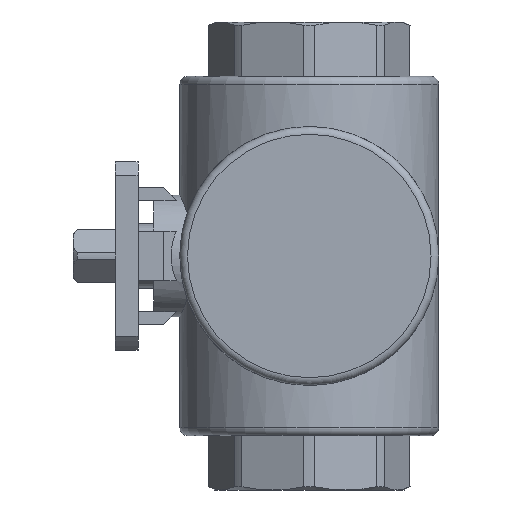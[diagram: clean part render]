
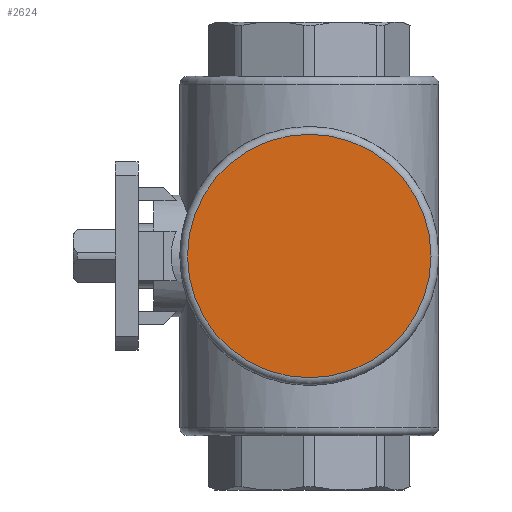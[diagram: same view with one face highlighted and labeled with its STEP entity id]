
A CAD part, left-side view. The second image highlights one B-rep face of the part: STEP entity #2624.
In plain terms, the highlighted planar face has unit normal (-1, 0, 0).
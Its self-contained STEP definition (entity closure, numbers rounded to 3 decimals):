
#37=PLANE('',#2896);
#585=CIRCLE('',#2897,32.);
#928=ORIENTED_EDGE('',*,*,#1655,.T.);
#1655=EDGE_CURVE('',#1984,#1984,#585,.T.);
#1984=VERTEX_POINT('',#4510);
#2206=EDGE_LOOP('',(#928));
#2403=FACE_BOUND('',#2206,.T.);
#2624=ADVANCED_FACE('',(#2403),#37,.F.);
#2896=AXIS2_PLACEMENT_3D('',#4508,#3449,#3450);
#2897=AXIS2_PLACEMENT_3D('',#4509,#3451,#3452);
#3449=DIRECTION('',(1.,0.,0.));
#3450=DIRECTION('',(0.,1.,0.));
#3451=DIRECTION('',(-1.,0.,0.));
#3452=DIRECTION('',(0.,-1.,0.));
#4508=CARTESIAN_POINT('',(-38.,-32.,0.));
#4509=CARTESIAN_POINT('',(-38.,0.,0.));
#4510=CARTESIAN_POINT('',(-38.,-32.,0.));
